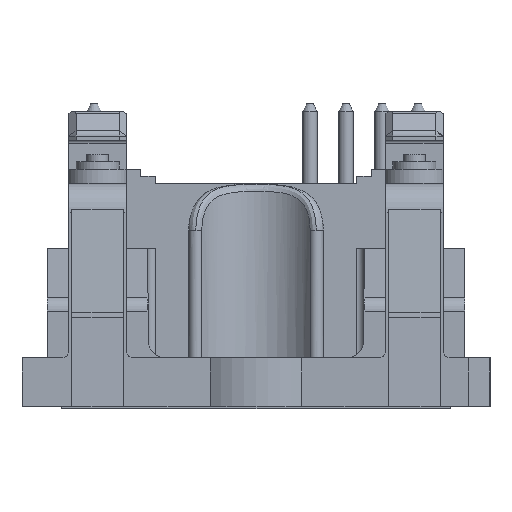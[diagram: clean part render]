
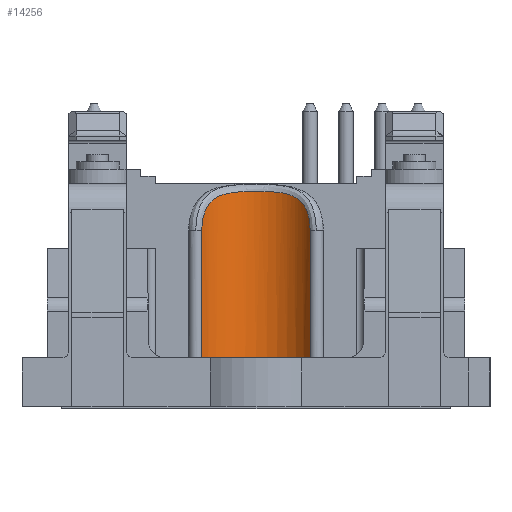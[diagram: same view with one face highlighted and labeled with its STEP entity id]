
A CAD part, left-side view. The second image highlights one B-rep face of the part: STEP entity #14256.
In plain terms, the highlighted cylindrical face has radius 4.5 mm (diameter 9 mm), a partial arc.
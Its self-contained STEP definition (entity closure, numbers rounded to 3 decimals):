
#160=B_SPLINE_CURVE_WITH_KNOTS('',3,(#18866,#18867,#18868,#18869,#18870,
#18871,#18872,#18873,#18874,#18875,#18876),.UNSPECIFIED.,.F.,.F.,(4,1,1,
1,1,1,1,1,4),(0.,0.001,0.003,0.004,
0.006,0.007,0.009,0.01,
0.012),.UNSPECIFIED.);
#619=LINE('',#20203,#1610);
#620=LINE('',#20207,#1611);
#1610=VECTOR('',#16356,1000.);
#1611=VECTOR('',#16361,1000.);
#2339=CYLINDRICAL_SURFACE('',#14966,4.5);
#3133=ORIENTED_EDGE('',*,*,#5483,.T.);
#3134=ORIENTED_EDGE('',*,*,#5852,.T.);
#3135=ORIENTED_EDGE('',*,*,#5853,.T.);
#3136=ORIENTED_EDGE('',*,*,#5854,.T.);
#5483=EDGE_CURVE('',#6909,#6912,#160,.T.);
#5852=EDGE_CURVE('',#6912,#7211,#619,.T.);
#5853=EDGE_CURVE('',#7211,#7212,#7901,.F.);
#5854=EDGE_CURVE('',#7212,#6909,#620,.F.);
#6909=VERTEX_POINT('',#18850);
#6912=VERTEX_POINT('',#18865);
#7211=VERTEX_POINT('',#20202);
#7212=VERTEX_POINT('',#20206);
#7901=CIRCLE('',#14967,4.5);
#8254=EDGE_LOOP('',(#3133,#3134,#3135,#3136));
#8999=FACE_BOUND('',#8254,.T.);
#14256=ADVANCED_FACE('',(#8999),#2339,.F.);
#14966=AXIS2_PLACEMENT_3D('',#20204,#16357,#16358);
#14967=AXIS2_PLACEMENT_3D('',#20205,#16359,#16360);
#16356=DIRECTION('',(0.,0.,-1.));
#16357=DIRECTION('',(0.,0.,-1.));
#16358=DIRECTION('',(-1.,0.,0.));
#16359=DIRECTION('',(0.,0.,1.));
#16360=DIRECTION('',(1.,0.,0.));
#16361=DIRECTION('',(0.,0.,-1.));
#18850=CARTESIAN_POINT('',(-25.025,-3.758,12.25));
#18865=CARTESIAN_POINT('',(-25.025,3.758,12.25));
#18866=CARTESIAN_POINT('',(-25.025,-3.758,12.25));
#18867=CARTESIAN_POINT('',(-25.025,-3.758,12.746));
#18868=CARTESIAN_POINT('',(-24.774,-3.615,13.729));
#18869=CARTESIAN_POINT('',(-23.867,-2.779,14.668));
#18870=CARTESIAN_POINT('',(-23.159,-1.47,14.929));
#18871=CARTESIAN_POINT('',(-22.92,0.005,14.967));
#18872=CARTESIAN_POINT('',(-23.16,1.47,14.929));
#18873=CARTESIAN_POINT('',(-23.867,2.779,14.667));
#18874=CARTESIAN_POINT('',(-24.773,3.613,13.732));
#18875=CARTESIAN_POINT('',(-25.025,3.758,12.746));
#18876=CARTESIAN_POINT('',(-25.025,3.758,12.25));
#20202=CARTESIAN_POINT('',(-25.025,3.758,3.4));
#20203=CARTESIAN_POINT('',(-25.025,3.758,79.771));
#20204=CARTESIAN_POINT('',(-27.5,0.,79.771));
#20205=CARTESIAN_POINT('',(-27.5,0.,3.4));
#20206=CARTESIAN_POINT('',(-25.025,-3.758,3.4));
#20207=CARTESIAN_POINT('',(-25.025,-3.758,79.771));
